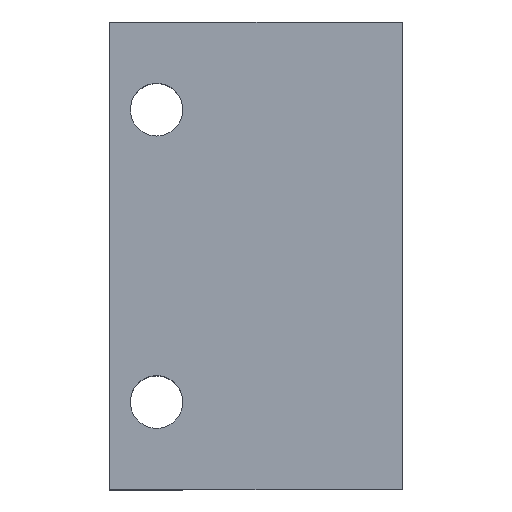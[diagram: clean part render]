
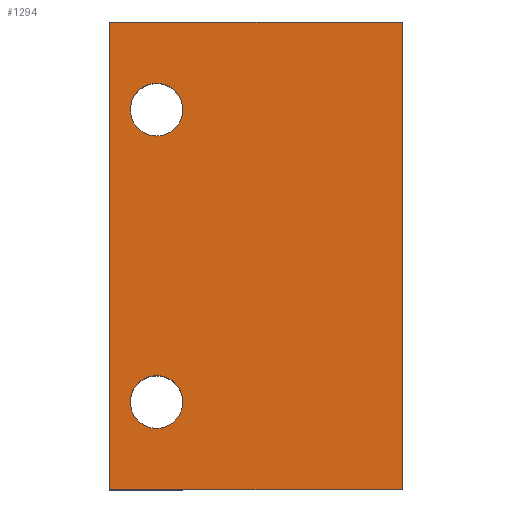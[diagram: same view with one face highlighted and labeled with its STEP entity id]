
A CAD part, top view. The second image highlights one B-rep face of the part: STEP entity #1294.
In plain terms, the highlighted planar face has unit normal (0, 0, 1).
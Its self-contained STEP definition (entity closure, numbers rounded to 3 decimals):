
#16 = ORIENTED_EDGE ( 'NONE', *, *, #522, .T. ) ;
#18 = VERTEX_POINT ( 'NONE', #1476 ) ;
#19 = CIRCLE ( 'NONE', #471, 2.25 ) ;
#30 = EDGE_CURVE ( 'NONE', #965, #327, #637, .T. ) ;
#34 = ORIENTED_EDGE ( 'NONE', *, *, #907, .F. ) ;
#94 = ORIENTED_EDGE ( 'NONE', *, *, #1210, .F. ) ;
#128 = AXIS2_PLACEMENT_3D ( 'NONE', #475, #474, #470 ) ;
#192 = VERTEX_POINT ( 'NONE', #1323 ) ;
#242 = EDGE_CURVE ( 'NONE', #192, #965, #1465, .T. ) ;
#250 = EDGE_CURVE ( 'NONE', #1122, #534, #891, .T. ) ;
#327 = VERTEX_POINT ( 'NONE', #1169 ) ;
#331 = ORIENTED_EDGE ( 'NONE', *, *, #242, .T. ) ;
#347 = VECTOR ( 'NONE', #564, 1000. ) ;
#368 = LINE ( 'NONE', #961, #976 ) ;
#383 = ORIENTED_EDGE ( 'NONE', *, *, #1022, .T. ) ;
#393 = DIRECTION ( 'NONE',  ( 0., -1., 0. ) ) ;
#394 = DIRECTION ( 'NONE',  ( 0., 0., -1. ) ) ;
#400 = PLANE ( 'NONE',  #930 ) ;
#412 = CARTESIAN_POINT ( 'NONE',  ( -34.333, -13.795, 13.409 ) ) ;
#418 = ORIENTED_EDGE ( 'NONE', *, *, #250, .F. ) ;
#430 = FACE_BOUND ( 'NONE', #1098, .T. ) ;
#470 = DIRECTION ( 'NONE',  ( 0., 1., 0. ) ) ;
#471 = AXIS2_PLACEMENT_3D ( 'NONE', #1376, #1371, #1370 ) ;
#474 = DIRECTION ( 'NONE',  ( 0., 0., 1. ) ) ;
#475 = CARTESIAN_POINT ( 'NONE',  ( -30.333, 18.705, 13.409 ) ) ;
#522 = EDGE_CURVE ( 'NONE', #327, #537, #368, .T. ) ;
#534 = VERTEX_POINT ( 'NONE', #1035 ) ;
#537 = VERTEX_POINT ( 'NONE', #926 ) ;
#564 = DIRECTION ( 'NONE',  ( 0., 1., 0. ) ) ;
#575 = CARTESIAN_POINT ( 'NONE',  ( -9.333, -13.795, 13.409 ) ) ;
#606 = CARTESIAN_POINT ( 'NONE',  ( -30.333, -4.045, 13.409 ) ) ;
#637 = LINE ( 'NONE', #1475, #678 ) ;
#669 = CARTESIAN_POINT ( 'NONE',  ( -34.333, 26.205, 13.409 ) ) ;
#678 = VECTOR ( 'NONE', #1464, 1000. ) ;
#689 = LINE ( 'NONE', #575, #347 ) ;
#706 = DIRECTION ( 'NONE',  ( 0., 1., 0. ) ) ;
#708 = DIRECTION ( 'NONE',  ( 0., 0., 1. ) ) ;
#709 = CARTESIAN_POINT ( 'NONE',  ( -30.333, -6.295, 13.409 ) ) ;
#712 = CARTESIAN_POINT ( 'NONE',  ( -30.333, 16.455, 13.409 ) ) ;
#728 = FACE_OUTER_BOUND ( 'NONE', #1230, .T. ) ;
#751 = AXIS2_PLACEMENT_3D ( 'NONE', #709, #708, #706 ) ;
#891 = CIRCLE ( 'NONE', #928, 2.25 ) ;
#897 = ORIENTED_EDGE ( 'NONE', *, *, #1043, .F. ) ;
#907 = EDGE_CURVE ( 'NONE', #18, #1018, #1030, .T. ) ;
#926 = CARTESIAN_POINT ( 'NONE',  ( -9.333, -13.795, 13.409 ) ) ;
#928 = AXIS2_PLACEMENT_3D ( 'NONE', #1275, #1321, #1336 ) ;
#930 = AXIS2_PLACEMENT_3D ( 'NONE', #412, #394, #393 ) ;
#961 = CARTESIAN_POINT ( 'NONE',  ( -9.333, -13.795, 13.409 ) ) ;
#965 = VERTEX_POINT ( 'NONE', #669 ) ;
#974 = DIRECTION ( 'NONE',  ( 1., 0., 0. ) ) ;
#976 = VECTOR ( 'NONE', #974, 1000. ) ;
#981 = ORIENTED_EDGE ( 'NONE', *, *, #30, .T. ) ;
#1018 = VERTEX_POINT ( 'NONE', #606 ) ;
#1022 = EDGE_CURVE ( 'NONE', #537, #192, #689, .T. ) ;
#1030 = CIRCLE ( 'NONE', #751, 2.25 ) ;
#1033 = CIRCLE ( 'NONE', #128, 2.25 ) ;
#1035 = CARTESIAN_POINT ( 'NONE',  ( -30.333, 20.955, 13.409 ) ) ;
#1043 = EDGE_CURVE ( 'NONE', #1018, #18, #19, .T. ) ;
#1098 = EDGE_LOOP ( 'NONE', ( #897, #34 ) ) ;
#1122 = VERTEX_POINT ( 'NONE', #712 ) ;
#1169 = CARTESIAN_POINT ( 'NONE',  ( -34.333, -13.795, 13.409 ) ) ;
#1210 = EDGE_CURVE ( 'NONE', #534, #1122, #1033, .T. ) ;
#1230 = EDGE_LOOP ( 'NONE', ( #16, #383, #331, #981 ) ) ;
#1275 = CARTESIAN_POINT ( 'NONE',  ( -30.333, 18.705, 13.409 ) ) ;
#1294 = ADVANCED_FACE ( 'NONE', ( #430, #1485, #728 ), #400, .F. ) ;
#1297 = DIRECTION ( 'NONE',  ( -1., 0., 0. ) ) ;
#1299 = CARTESIAN_POINT ( 'NONE',  ( -9.333, 26.205, 13.409 ) ) ;
#1321 = DIRECTION ( 'NONE',  ( 0., 0., 1. ) ) ;
#1323 = CARTESIAN_POINT ( 'NONE',  ( -9.333, 26.205, 13.409 ) ) ;
#1336 = DIRECTION ( 'NONE',  ( 0., 1., 0. ) ) ;
#1370 = DIRECTION ( 'NONE',  ( 0., 1., 0. ) ) ;
#1371 = DIRECTION ( 'NONE',  ( 0., 0., 1. ) ) ;
#1376 = CARTESIAN_POINT ( 'NONE',  ( -30.333, -6.295, 13.409 ) ) ;
#1464 = DIRECTION ( 'NONE',  ( 0., -1., 0. ) ) ;
#1465 = LINE ( 'NONE', #1299, #1483 ) ;
#1471 = EDGE_LOOP ( 'NONE', ( #94, #418 ) ) ;
#1475 = CARTESIAN_POINT ( 'NONE',  ( -34.333, -13.795, 13.409 ) ) ;
#1476 = CARTESIAN_POINT ( 'NONE',  ( -30.333, -8.545, 13.409 ) ) ;
#1483 = VECTOR ( 'NONE', #1297, 1000. ) ;
#1485 = FACE_BOUND ( 'NONE', #1471, .T. ) ;
